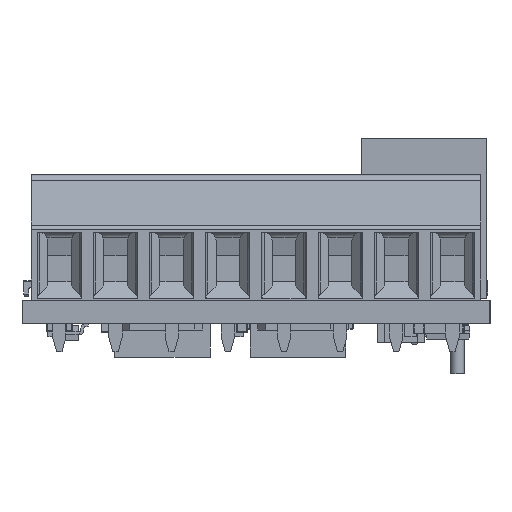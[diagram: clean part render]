
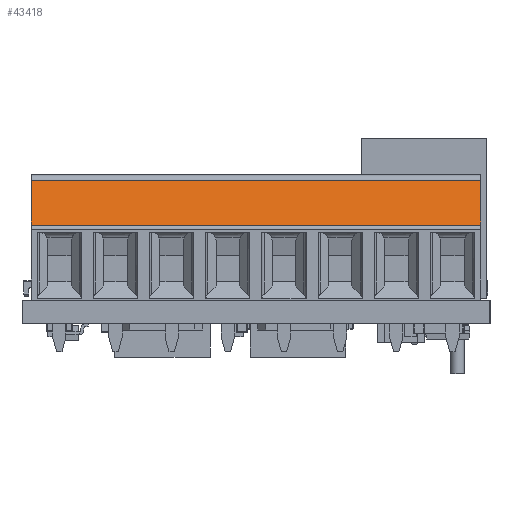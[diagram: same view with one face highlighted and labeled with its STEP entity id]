
A CAD part, left-side view. The second image highlights one B-rep face of the part: STEP entity #43418.
In plain terms, the highlighted face is planar.
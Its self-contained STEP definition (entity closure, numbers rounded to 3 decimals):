
#2727=PLANE('',#46726);
#4568=FACE_OUTER_BOUND('',#7080,.T.);
#7080=EDGE_LOOP('',(#31834,#31835,#31836,#31837));
#9470=LINE('',#62804,#14322);
#9935=LINE('',#64025,#14787);
#9936=LINE('',#64027,#14788);
#9937=LINE('',#64028,#14789);
#14322=VECTOR('',#50431,1.);
#14787=VECTOR('',#51626,1.);
#14788=VECTOR('',#51627,1.);
#14789=VECTOR('',#51628,1.);
#20413=VERTEX_POINT('',#62801);
#20414=VERTEX_POINT('',#62803);
#20805=VERTEX_POINT('',#64024);
#20806=VERTEX_POINT('',#64026);
#24429=EDGE_CURVE('',#20414,#20413,#9470,.T.);
#25027=EDGE_CURVE('',#20413,#20805,#9935,.T.);
#25028=EDGE_CURVE('',#20806,#20805,#9936,.T.);
#25029=EDGE_CURVE('',#20806,#20414,#9937,.T.);
#31834=ORIENTED_EDGE('',*,*,#25027,.T.);
#31835=ORIENTED_EDGE('',*,*,#25028,.F.);
#31836=ORIENTED_EDGE('',*,*,#25029,.T.);
#31837=ORIENTED_EDGE('',*,*,#24429,.T.);
#43418=ADVANCED_FACE('',(#4568),#2727,.T.);
#46726=AXIS2_PLACEMENT_3D('',#64023,#51624,#51625);
#50431=DIRECTION('',(0.259,-0.966,0.));
#51624=DIRECTION('center_axis',(0.966,0.259,0.));
#51625=DIRECTION('ref_axis',(-0.259,0.966,0.));
#51626=DIRECTION('',(0.,0.,-1.));
#51627=DIRECTION('',(0.259,-0.966,0.));
#51628=DIRECTION('',(0.,0.,1.));
#62801=CARTESIAN_POINT('',(-28.594,25.921,1.905));
#62803=CARTESIAN_POINT('',(-29.406,28.951,1.905));
#62804=CARTESIAN_POINT('',(-15.579,-22.654,1.905));
#64023=CARTESIAN_POINT('Origin',(-29.406,28.951,-15.24));
#64024=CARTESIAN_POINT('',(-28.594,25.921,-28.575));
#64025=CARTESIAN_POINT('',(-28.594,25.921,-27.86));
#64026=CARTESIAN_POINT('',(-29.406,28.951,-28.575));
#64027=CARTESIAN_POINT('',(-15.579,-22.654,-28.575));
#64028=CARTESIAN_POINT('',(-29.406,28.951,-19.36));
